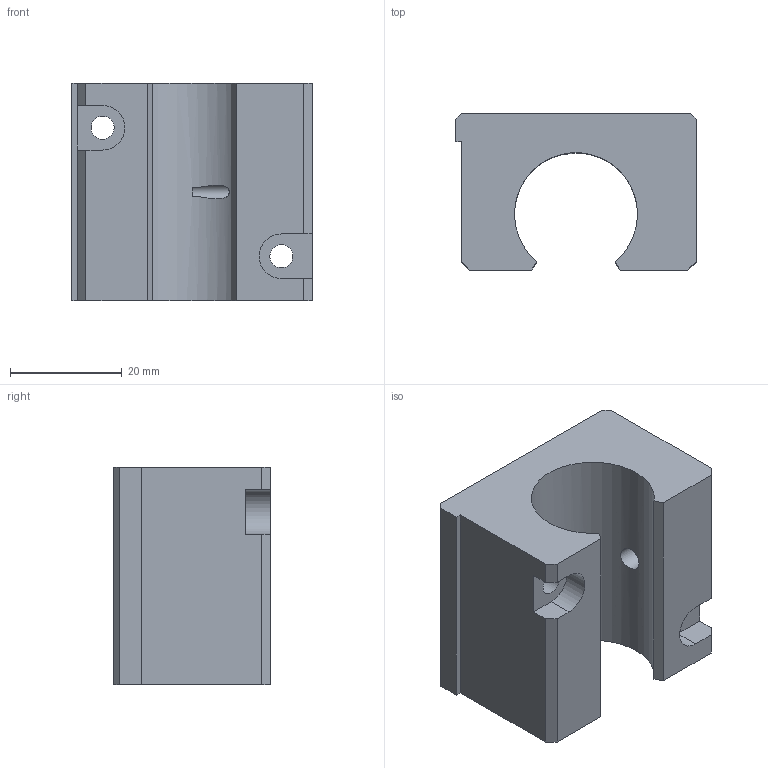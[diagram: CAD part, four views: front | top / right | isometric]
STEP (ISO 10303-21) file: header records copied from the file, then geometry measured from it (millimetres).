
FILE_DESCRIPTION( ( 'STEP AP214' ), '1' );
FILE_NAME( 'AG-OP-12_2_14a.stp', ' ', ( ' ' ), ( ' ' ), 'PSStep 15.0.47', 'PARTsolutions', ' ' );
FILE_SCHEMA( ( 'AUTOMOTIVE_DESIGN { 1 0 10303 214 1 1 1 1 }' ) );
Length unit declared in the file: millimetre
Products named in the file (1): HI_AG-OP-12
Bounding box: 43 x 28 x 39 mm (x, y, z)
Volume: 29306 mm3; surface area: 9731.5 mm2
Topology: 1 solids, 1 shells, 39 faces, 101 edges, 66 vertices
Faces by surface type: plane 26, cylinder 9, cone 4
Full cylindrical faces by diameter (mm): 2.5 x1, 4.134 x3, 6.647 x1, 8 x1
Entity records: 1563 total; most frequent: CARTESIAN_POINT 293, DIRECTION 189, ORIENTED_EDGE 180, EDGE_CURVE 90, LINE 67, VECTOR 67, VERTEX_POINT 65, AXIS2_PLACEMENT_3D 61
